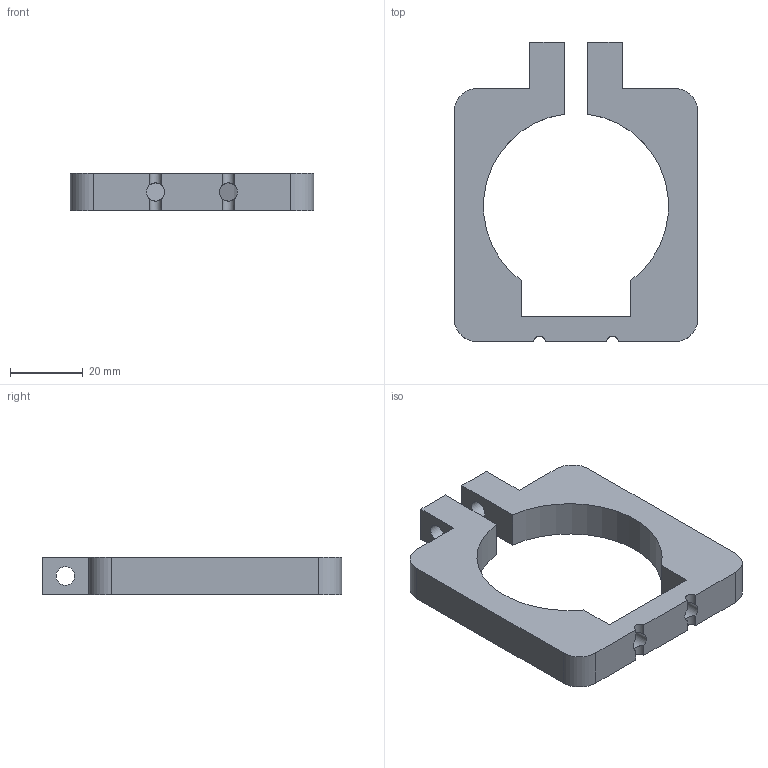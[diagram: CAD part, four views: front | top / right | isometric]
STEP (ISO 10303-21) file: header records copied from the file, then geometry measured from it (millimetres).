
FILE_DESCRIPTION((''),'2;1');
FILE_NAME('uhmw_dremel_mount_2in.stp','2012-02-27T13:14:36',('eford'),(''),'Autodesk Inventor 2010','Autodesk Inventor 2010','');
FILE_SCHEMA(('AUTOMOTIVE_DESIGN { 1 0 10303 214 1 1 1 1 }'));
Length unit declared in the file: inch
Products named in the file (1): uhmw_dremel_mount_2in
Bounding box: 66.8 x 82.22 x 10.16 mm (x, y, z)
Volume: 25548.7 mm3; surface area: 10506.9 mm2
Topology: 1 solids, 1 shells, 32 faces, 96 edges, 64 vertices
Faces by surface type: plane 18, cylinder 14
Full cylindrical faces by diameter (mm): 5 x2, 5.08 x2
Entity records: 1152 total; most frequent: CARTESIAN_POINT 253, ORIENTED_EDGE 180, DIRECTION 178, EDGE_CURVE 90, VERTEX_POINT 62, VECTOR 60, LINE 60, AXIS2_PLACEMENT_3D 59
